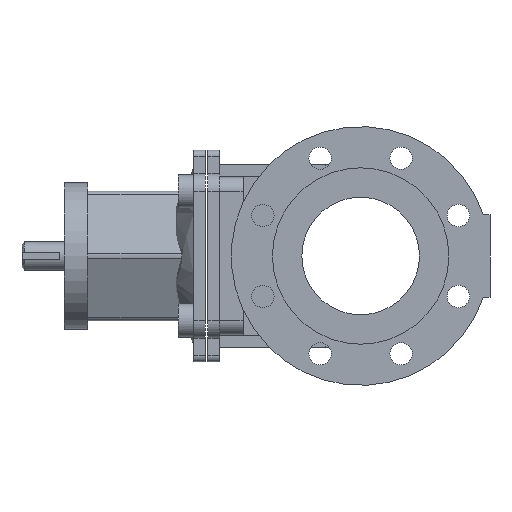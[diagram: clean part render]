
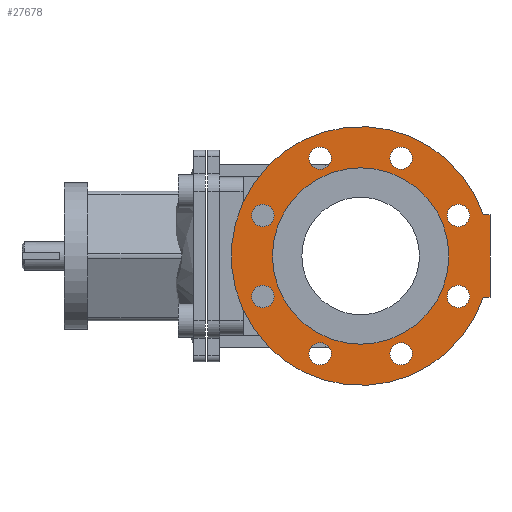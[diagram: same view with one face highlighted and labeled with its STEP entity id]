
A CAD part, left-side view. The second image highlights one B-rep face of the part: STEP entity #27678.
In plain terms, the highlighted planar face has unit normal (-1, 0, 0).
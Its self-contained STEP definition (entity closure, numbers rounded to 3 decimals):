
#27678=ADVANCED_FACE('',(#50112,#50114,#50116,#50118,#50120,#50122,#50124,#50126,
#50128,#50130),#50132,.F.);
#50112=FACE_BOUND('',#50113,.T.);
#50113=EDGE_LOOP('',(#68908,#68909,#68910,#68911));
#50114=FACE_BOUND('',#50115,.T.);
#50115=EDGE_LOOP('',(#68912));
#50116=FACE_BOUND('',#50117,.T.);
#50117=EDGE_LOOP('',(#68913));
#50118=FACE_BOUND('',#50119,.T.);
#50119=EDGE_LOOP('',(#68914));
#50120=FACE_BOUND('',#50121,.T.);
#50121=EDGE_LOOP('',(#68915));
#50122=FACE_BOUND('',#50123,.T.);
#50123=EDGE_LOOP('',(#68916));
#50124=FACE_BOUND('',#50125,.T.);
#50125=EDGE_LOOP('',(#68917));
#50126=FACE_BOUND('',#50127,.T.);
#50127=EDGE_LOOP('',(#68918));
#50128=FACE_BOUND('',#50129,.T.);
#50129=EDGE_LOOP('',(#68919));
#50130=FACE_BOUND('',#50131,.T.);
#50131=EDGE_LOOP('',(#68920));
#50132=PLANE('',#50133);
#50133=AXIS2_PLACEMENT_3D('',#50134,#50135,#50136);
#50134=CARTESIAN_POINT('',(30785.709,1977.922,36.612));
#50135=DIRECTION('',(1.,0.,0.));
#50136=DIRECTION('',(0.,0.,-1.));
#68908=ORIENTED_EDGE('',*,*,#78711,.T.);
#68909=ORIENTED_EDGE('',*,*,#78712,.T.);
#68910=ORIENTED_EDGE('',*,*,#78713,.T.);
#68911=ORIENTED_EDGE('',*,*,#78714,.T.);
#68912=ORIENTED_EDGE('',*,*,#69703,.T.);
#68913=ORIENTED_EDGE('',*,*,#69705,.T.);
#68914=ORIENTED_EDGE('',*,*,#69707,.T.);
#68915=ORIENTED_EDGE('',*,*,#69709,.T.);
#68916=ORIENTED_EDGE('',*,*,#69711,.T.);
#68917=ORIENTED_EDGE('',*,*,#69713,.T.);
#68918=ORIENTED_EDGE('',*,*,#69715,.T.);
#68919=ORIENTED_EDGE('',*,*,#78715,.T.);
#68920=ORIENTED_EDGE('',*,*,#69701,.T.);
#69701=EDGE_CURVE('',#78933,#78933,#78934,.T.);
#69703=EDGE_CURVE('',#78937,#78937,#78938,.T.);
#69705=EDGE_CURVE('',#78941,#78941,#78942,.T.);
#69707=EDGE_CURVE('',#78945,#78945,#78946,.T.);
#69709=EDGE_CURVE('',#78949,#78949,#78950,.T.);
#69711=EDGE_CURVE('',#78953,#78953,#78954,.T.);
#69713=EDGE_CURVE('',#78957,#78957,#78958,.T.);
#69715=EDGE_CURVE('',#78961,#78961,#78962,.T.);
#78711=EDGE_CURVE('',#93960,#93961,#93962,.T.);
#78712=EDGE_CURVE('',#93961,#93963,#93964,.T.);
#78713=EDGE_CURVE('',#93963,#93965,#93966,.T.);
#78714=EDGE_CURVE('',#93965,#93960,#93967,.T.);
#78715=EDGE_CURVE('',#93968,#93968,#93969,.T.);
#78933=VERTEX_POINT('',#94360);
#78934=CIRCLE('',#94361,9.5);
#78937=VERTEX_POINT('',#94370);
#78938=CIRCLE('',#94371,9.5);
#78941=VERTEX_POINT('',#94380);
#78942=CIRCLE('',#94381,9.5);
#78945=VERTEX_POINT('',#94390);
#78946=CIRCLE('',#94391,9.5);
#78949=VERTEX_POINT('',#94400);
#78950=CIRCLE('',#94401,9.5);
#78953=VERTEX_POINT('',#94410);
#78954=CIRCLE('',#94411,9.5);
#78957=VERTEX_POINT('',#94420);
#78958=CIRCLE('',#94421,9.5);
#78961=VERTEX_POINT('',#94430);
#78962=CIRCLE('',#94431,9.5);
#93960=VERTEX_POINT('',#127477);
#93961=VERTEX_POINT('',#127478);
#93962=LINE('',#127479,#127480);
#93963=VERTEX_POINT('',#127482);
#93964=LINE('',#127483,#127484);
#93965=VERTEX_POINT('',#127486);
#93966=CIRCLE('',#127487,110.);
#93967=LINE('',#127491,#127492);
#93968=VERTEX_POINT('',#127494);
#93969=CIRCLE('',#127495,50.);
#94360=CARTESIAN_POINT('',(30785.709,2081.961,2.171));
#94361=AXIS2_PLACEMENT_3D('',#94362,#94363,#94364);
#94362=CARTESIAN_POINT('',(30785.709,2072.461,2.171));
#94363=DIRECTION('',(1.,0.,0.));
#94364=DIRECTION('',(0.,1.,0.));
#94370=CARTESIAN_POINT('',(30785.709,1964.37,-46.537));
#94371=AXIS2_PLACEMENT_3D('',#94372,#94373,#94374);
#94372=CARTESIAN_POINT('',(30785.709,1954.87,-46.537));
#94373=DIRECTION('',(1.,0.,0.));
#94374=DIRECTION('',(0.,1.,0.));
#94380=CARTESIAN_POINT('',(30785.709,1915.663,71.054));
#94381=AXIS2_PLACEMENT_3D('',#94382,#94383,#94384);
#94382=CARTESIAN_POINT('',(30785.709,1906.163,71.054));
#94383=DIRECTION('',(1.,0.,0.));
#94384=DIRECTION('',(0.,1.,0.));
#94390=CARTESIAN_POINT('',(30785.709,2033.253,119.761));
#94391=AXIS2_PLACEMENT_3D('',#94392,#94393,#94394);
#94392=CARTESIAN_POINT('',(30785.709,2023.753,119.761));
#94393=DIRECTION('',(1.,0.,0.));
#94394=DIRECTION('',(0.,1.,0.));
#94400=CARTESIAN_POINT('',(30785.709,1964.37,119.761));
#94401=AXIS2_PLACEMENT_3D('',#94402,#94403,#94404);
#94402=CARTESIAN_POINT('',(30785.709,1954.87,119.761));
#94403=DIRECTION('',(1.,0.,0.));
#94404=DIRECTION('',(0.,1.,0.));
#94410=CARTESIAN_POINT('',(30785.709,1915.663,2.171));
#94411=AXIS2_PLACEMENT_3D('',#94412,#94413,#94414);
#94412=CARTESIAN_POINT('',(30785.709,1906.163,2.171));
#94413=DIRECTION('',(1.,0.,0.));
#94414=DIRECTION('',(0.,1.,0.));
#94420=CARTESIAN_POINT('',(30785.709,2033.253,-46.537));
#94421=AXIS2_PLACEMENT_3D('',#94422,#94423,#94424);
#94422=CARTESIAN_POINT('',(30785.709,2023.753,-46.537));
#94423=DIRECTION('',(1.,0.,0.));
#94424=DIRECTION('',(0.,1.,0.));
#94430=CARTESIAN_POINT('',(30785.709,2081.961,71.054));
#94431=AXIS2_PLACEMENT_3D('',#94432,#94433,#94434);
#94432=CARTESIAN_POINT('',(30785.709,2072.461,71.054));
#94433=DIRECTION('',(1.,0.,0.));
#94434=DIRECTION('',(0.,1.,0.));
#127477=CARTESIAN_POINT('',(30785.709,1879.312,1.612));
#127478=CARTESIAN_POINT('',(30785.709,1879.312,71.612));
#127479=CARTESIAN_POINT('',(30785.709,1879.312,1.612));
#127480=VECTOR('',#127481,1.);
#127481=DIRECTION('',(0.,0.,1.));
#127482=CARTESIAN_POINT('',(30785.709,1885.029,71.612));
#127483=CARTESIAN_POINT('',(30785.709,1879.312,71.612));
#127484=VECTOR('',#127485,1.);
#127485=DIRECTION('',(0.,1.,0.));
#127486=CARTESIAN_POINT('',(30785.709,1885.029,1.612));
#127487=AXIS2_PLACEMENT_3D('',#127488,#127489,#127490);
#127488=CARTESIAN_POINT('',(30785.709,1989.312,36.612));
#127489=DIRECTION('',(-1.,0.,0.));
#127490=DIRECTION('',(0.,-0.948,0.318));
#127491=CARTESIAN_POINT('',(30785.709,1885.029,1.612));
#127492=VECTOR('',#127493,1.);
#127493=DIRECTION('',(0.,-1.,0.));
#127494=CARTESIAN_POINT('',(30785.709,2039.312,36.612));
#127495=AXIS2_PLACEMENT_3D('',#127496,#127497,#127498);
#127496=CARTESIAN_POINT('',(30785.709,1989.312,36.612));
#127497=DIRECTION('',(1.,0.,0.));
#127498=DIRECTION('',(0.,1.,0.));
